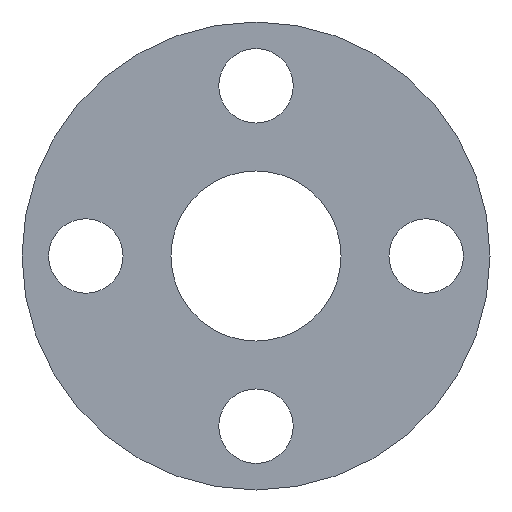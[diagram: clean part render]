
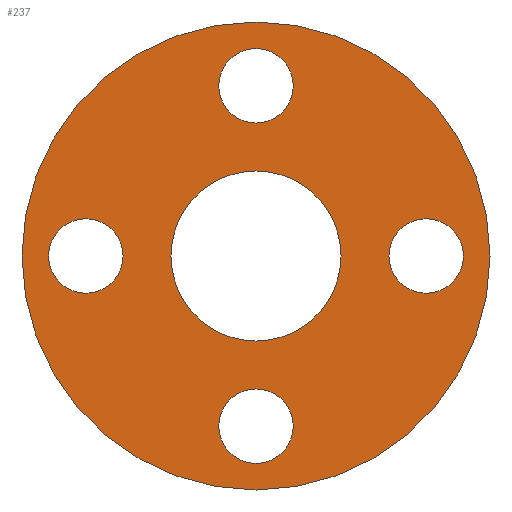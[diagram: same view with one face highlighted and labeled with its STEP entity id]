
A CAD part, front view. The second image highlights one B-rep face of the part: STEP entity #237.
In plain terms, the highlighted planar face has unit normal (0, -1, 0).
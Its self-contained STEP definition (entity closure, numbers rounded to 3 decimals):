
#21=FACE_BOUND('',#70,.T.);
#22=FACE_BOUND('',#71,.T.);
#23=FACE_BOUND('',#72,.T.);
#24=FACE_BOUND('',#73,.T.);
#25=FACE_BOUND('',#74,.T.);
#28=PLANE('',#289);
#49=FACE_OUTER_BOUND('',#69,.T.);
#69=EDGE_LOOP('',(#214));
#70=EDGE_LOOP('',(#215));
#71=EDGE_LOOP('',(#216));
#72=EDGE_LOOP('',(#217));
#73=EDGE_LOOP('',(#218));
#74=EDGE_LOOP('',(#219));
#99=CIRCLE('',#262,1.75);
#102=CIRCLE('',#267,1.75);
#105=CIRCLE('',#272,1.75);
#108=CIRCLE('',#277,1.75);
#110=CIRCLE('',#280,4.);
#114=CIRCLE('',#287,11.);
#117=VERTEX_POINT('',#375);
#120=VERTEX_POINT('',#385);
#123=VERTEX_POINT('',#395);
#126=VERTEX_POINT('',#405);
#128=VERTEX_POINT('',#411);
#132=VERTEX_POINT('',#424);
#137=EDGE_CURVE('',#117,#117,#99,.T.);
#142=EDGE_CURVE('',#120,#120,#102,.T.);
#147=EDGE_CURVE('',#123,#123,#105,.T.);
#152=EDGE_CURVE('',#126,#126,#108,.T.);
#155=EDGE_CURVE('',#128,#128,#110,.T.);
#161=EDGE_CURVE('',#132,#132,#114,.T.);
#214=ORIENTED_EDGE('',*,*,#161,.F.);
#215=ORIENTED_EDGE('',*,*,#137,.T.);
#216=ORIENTED_EDGE('',*,*,#142,.T.);
#217=ORIENTED_EDGE('',*,*,#147,.T.);
#218=ORIENTED_EDGE('',*,*,#152,.T.);
#219=ORIENTED_EDGE('',*,*,#155,.T.);
#237=ADVANCED_FACE('',(#49,#21,#22,#23,#24,#25),#28,.F.);
#262=AXIS2_PLACEMENT_3D('',#377,#302,#303);
#267=AXIS2_PLACEMENT_3D('',#387,#314,#315);
#272=AXIS2_PLACEMENT_3D('',#397,#326,#327);
#277=AXIS2_PLACEMENT_3D('',#407,#338,#339);
#280=AXIS2_PLACEMENT_3D('',#413,#345,#346);
#287=AXIS2_PLACEMENT_3D('',#426,#361,#362);
#289=AXIS2_PLACEMENT_3D('',#428,#365,#366);
#302=DIRECTION('center_axis',(0.,1.,0.));
#303=DIRECTION('ref_axis',(1.,0.,0.));
#314=DIRECTION('center_axis',(0.,1.,0.));
#315=DIRECTION('ref_axis',(1.,0.,0.));
#326=DIRECTION('center_axis',(0.,1.,0.));
#327=DIRECTION('ref_axis',(1.,0.,0.));
#338=DIRECTION('center_axis',(0.,1.,0.));
#339=DIRECTION('ref_axis',(1.,0.,0.));
#345=DIRECTION('center_axis',(0.,1.,0.));
#346=DIRECTION('ref_axis',(1.,0.,0.));
#361=DIRECTION('center_axis',(0.,1.,0.));
#362=DIRECTION('ref_axis',(-1.,0.,0.));
#365=DIRECTION('center_axis',(0.,1.,0.));
#366=DIRECTION('ref_axis',(0.,0.,1.));
#375=CARTESIAN_POINT('',(-1.75,0.,-8.));
#377=CARTESIAN_POINT('Origin',(0.,0.,-8.));
#385=CARTESIAN_POINT('',(-1.75,0.,8.));
#387=CARTESIAN_POINT('Origin',(0.,0.,8.));
#395=CARTESIAN_POINT('',(-9.75,0.,0.));
#397=CARTESIAN_POINT('Origin',(-8.,0.,0.));
#405=CARTESIAN_POINT('',(6.25,0.,0.));
#407=CARTESIAN_POINT('Origin',(8.,0.,0.));
#411=CARTESIAN_POINT('',(-4.,0.,0.));
#413=CARTESIAN_POINT('Origin',(0.,0.,0.));
#424=CARTESIAN_POINT('',(11.,0.,0.));
#426=CARTESIAN_POINT('Origin',(0.,0.,0.));
#428=CARTESIAN_POINT('Origin',(0.,0.,0.));
